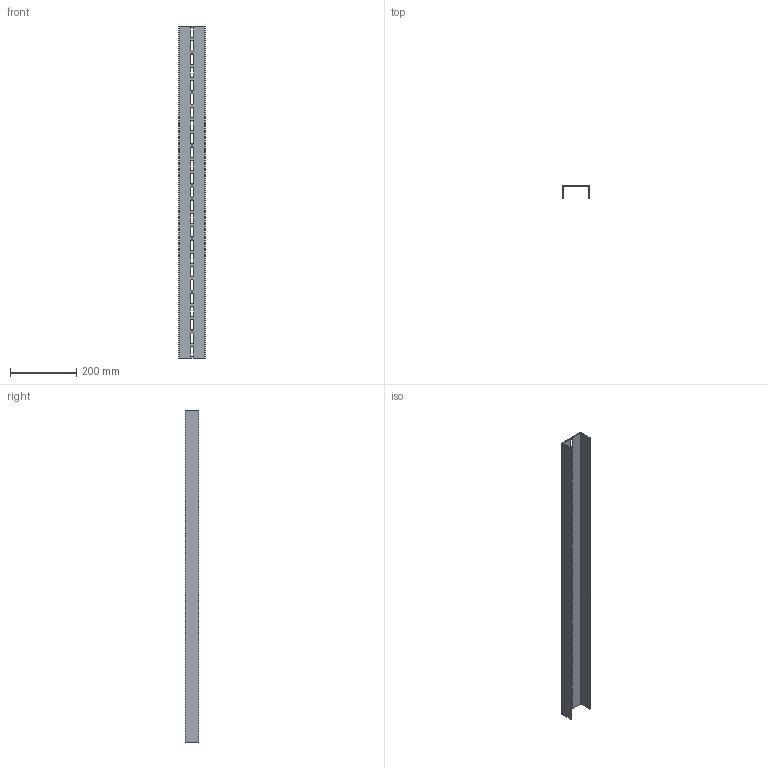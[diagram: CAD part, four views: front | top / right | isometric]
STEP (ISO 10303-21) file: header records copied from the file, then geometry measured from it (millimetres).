
FILE_DESCRIPTION(/* description */ (''),/* implementation_level */ '2;1');
FILE_NAME(/* name */ 'P40-80-1.5-1000.ipt.stp',/* time_stamp */ '2023-05-18T11:00:11+03:00',/* author */ ('Ртищев А. О.'),/* organization */ (''),/* preprocessor_version */ 'ST-DEVELOPER v19.2',/* originating_system */ 'Autodesk Inventor 2023',/* authorisation */ '');
FILE_SCHEMA (('AUTOMOTIVE_DESIGN { 1 0 10303 214 3 1 1 }'));
Length unit declared in the file: millimetre
Products named in the file (1): P40-80-1.5-1000
Bounding box: 80 x 40 x 1000 mm (x, y, z)
Volume: 224304.8 mm3; surface area: 305372.1 mm2
Topology: 1 solids, 1 shells, 118 faces, 348 edges, 232 vertices
Faces by surface type: plane 68, cylinder 50
Entity records: 4213 total; most frequent: CARTESIAN_POINT 699, ORIENTED_EDGE 696, DIRECTION 686, EDGE_CURVE 348, LINE 248, VECTOR 248, VERTEX_POINT 232, AXIS2_PLACEMENT_3D 219
